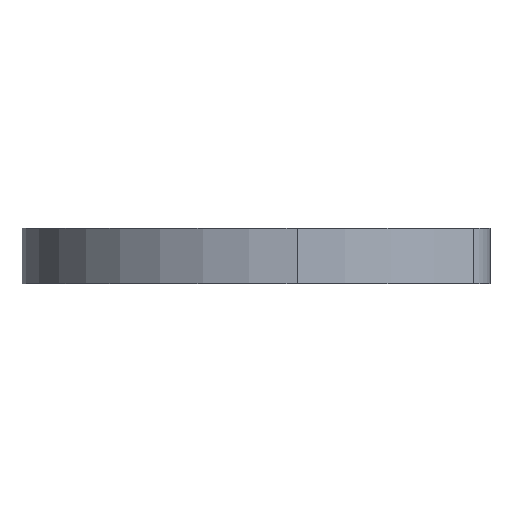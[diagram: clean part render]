
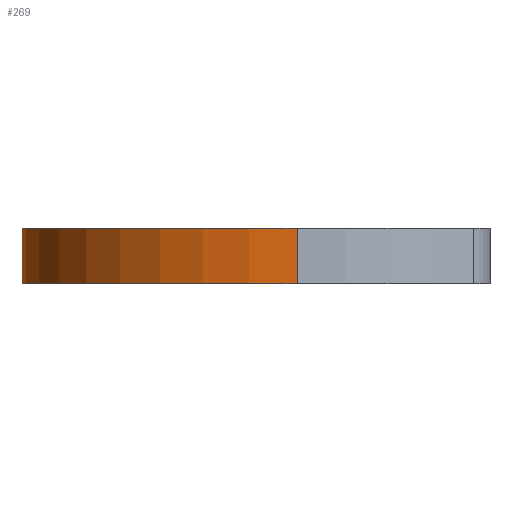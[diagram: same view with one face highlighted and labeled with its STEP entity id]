
A CAD part, left-side view. The second image highlights one B-rep face of the part: STEP entity #269.
In plain terms, the highlighted cylindrical face has radius 3 mm (diameter 6 mm), a partial arc.
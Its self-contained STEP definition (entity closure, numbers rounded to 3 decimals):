
#28 = CARTESIAN_POINT ( 'NONE',  ( -1.186, 0.226, 0.39 ) ) ;
#30 = VERTEX_POINT ( 'NONE', #145 ) ;
#41 = VERTEX_POINT ( 'NONE', #862 ) ;
#49 = CARTESIAN_POINT ( 'NONE',  ( -4.186, 0.226, 0.39 ) ) ;
#102 = CIRCLE ( 'NONE', #189, 3. ) ;
#120 = VERTEX_POINT ( 'NONE', #49 ) ;
#145 = CARTESIAN_POINT ( 'NONE',  ( 1.814, 0.226, 0.39 ) ) ;
#168 = CIRCLE ( 'NONE', #190, 3. ) ;
#189 = AXIS2_PLACEMENT_3D ( 'NONE', #28, #700, #491 ) ;
#190 = AXIS2_PLACEMENT_3D ( 'NONE', #496, #495, #494 ) ;
#230 = AXIS2_PLACEMENT_3D ( 'NONE', #738, #773, #344 ) ;
#240 = ORIENTED_EDGE ( 'NONE', *, *, #524, .F. ) ;
#269 = ADVANCED_FACE ( 'NONE', ( #746 ), #795, .T. ) ;
#336 = ORIENTED_EDGE ( 'NONE', *, *, #371, .T. ) ;
#344 = DIRECTION ( 'NONE',  ( 1., 0., 0. ) ) ;
#371 = EDGE_CURVE ( 'NONE', #41, #120, #696, .T. ) ;
#426 = DIRECTION ( 'NONE',  ( 0., 0., 1. ) ) ;
#428 = LINE ( 'NONE', #431, #719 ) ;
#431 = CARTESIAN_POINT ( 'NONE',  ( 1.814, 0.226, -3.61 ) ) ;
#442 = ORIENTED_EDGE ( 'NONE', *, *, #799, .F. ) ;
#448 = CARTESIAN_POINT ( 'NONE',  ( 1.814, 0.226, -0.21 ) ) ;
#491 = DIRECTION ( 'NONE',  ( 1., 0., 0. ) ) ;
#494 = DIRECTION ( 'NONE',  ( 1., 0., 0. ) ) ;
#495 = DIRECTION ( 'NONE',  ( 0., 0., 1. ) ) ;
#496 = CARTESIAN_POINT ( 'NONE',  ( -1.186, 0.226, -0.21 ) ) ;
#522 = EDGE_CURVE ( 'NONE', #670, #41, #168, .T. ) ;
#524 = EDGE_CURVE ( 'NONE', #30, #120, #102, .T. ) ;
#592 = ORIENTED_EDGE ( 'NONE', *, *, #522, .T. ) ;
#670 = VERTEX_POINT ( 'NONE', #448 ) ;
#671 = CARTESIAN_POINT ( 'NONE',  ( -4.186, 0.226, -3.61 ) ) ;
#677 = VECTOR ( 'NONE', #682, 1000. ) ;
#682 = DIRECTION ( 'NONE',  ( 0., 0., 1. ) ) ;
#696 = LINE ( 'NONE', #671, #677 ) ;
#700 = DIRECTION ( 'NONE',  ( 0., 0., 1. ) ) ;
#719 = VECTOR ( 'NONE', #426, 1000. ) ;
#738 = CARTESIAN_POINT ( 'NONE',  ( -1.186, 0.226, -3.61 ) ) ;
#746 = FACE_OUTER_BOUND ( 'NONE', #760, .T. ) ;
#760 = EDGE_LOOP ( 'NONE', ( #592, #336, #240, #442 ) ) ;
#773 = DIRECTION ( 'NONE',  ( 0., 0., 1. ) ) ;
#795 = CYLINDRICAL_SURFACE ( 'NONE', #230, 3. ) ;
#799 = EDGE_CURVE ( 'NONE', #670, #30, #428, .T. ) ;
#862 = CARTESIAN_POINT ( 'NONE',  ( -4.186, 0.226, -0.21 ) ) ;
